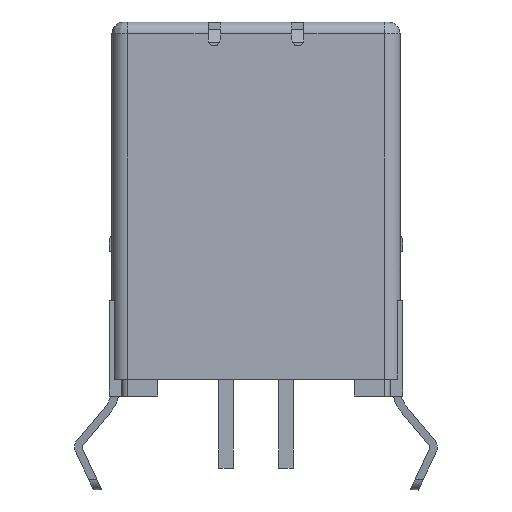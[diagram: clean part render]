
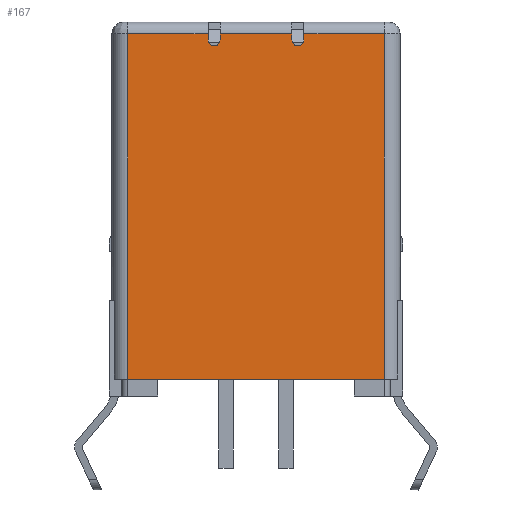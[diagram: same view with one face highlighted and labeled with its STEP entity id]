
A CAD part, front view. The second image highlights one B-rep face of the part: STEP entity #167.
In plain terms, the highlighted planar face has unit normal (0, -1, 0).
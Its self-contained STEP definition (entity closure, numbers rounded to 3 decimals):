
#167=ADVANCED_FACE('',(#794),#795,.T.);
#794=FACE_OUTER_BOUND('',#1819,.T.);
#795=PLANE('',#1820);
#1819=EDGE_LOOP('',(#3791,#3792,#3793,#3794,#3795,#3796,#3797,#3798,#3799,#3800,#3801,#3802,#3803,#3804));
#1820=AXIS2_PLACEMENT_3D('',#3805,#3806,#3807);
#3791=ORIENTED_EDGE('',*,*,#7507,.F.);
#3792=ORIENTED_EDGE('',*,*,#7508,.T.);
#3793=ORIENTED_EDGE('',*,*,#7509,.F.);
#3794=ORIENTED_EDGE('',*,*,#7510,.F.);
#3795=ORIENTED_EDGE('',*,*,#7511,.F.);
#3796=ORIENTED_EDGE('',*,*,#7512,.T.);
#3797=ORIENTED_EDGE('',*,*,#7501,.T.);
#3798=ORIENTED_EDGE('',*,*,#7050,.F.);
#3799=ORIENTED_EDGE('',*,*,#7506,.F.);
#3800=ORIENTED_EDGE('',*,*,#7513,.F.);
#3801=ORIENTED_EDGE('',*,*,#7514,.T.);
#3802=ORIENTED_EDGE('',*,*,#7515,.T.);
#3803=ORIENTED_EDGE('',*,*,#7046,.F.);
#3804=ORIENTED_EDGE('',*,*,#7516,.F.);
#3805=CARTESIAN_POINT('',(-6.013,-5.728,0.0));
#3806=DIRECTION('',(0.0,-1.0,0.0));
#3807=DIRECTION('',(0.0,0.0,-1.0));
#7046=EDGE_CURVE('',#8503,#8506,#8507,.T.);
#7050=EDGE_CURVE('',#8511,#8514,#8515,.T.);
#7501=EDGE_CURVE('',#9302,#8514,#9303,.T.);
#7506=EDGE_CURVE('',#9308,#8511,#9310,.T.);
#7507=EDGE_CURVE('',#9311,#9312,#9313,.T.);
#7508=EDGE_CURVE('',#9311,#9314,#9315,.T.);
#7509=EDGE_CURVE('',#9316,#9314,#9317,.T.);
#7510=EDGE_CURVE('',#9318,#9316,#9319,.T.);
#7511=EDGE_CURVE('',#9320,#9318,#9321,.T.);
#7512=EDGE_CURVE('',#9320,#9302,#9322,.T.);
#7513=EDGE_CURVE('',#9323,#9308,#9324,.T.);
#7514=EDGE_CURVE('',#9323,#9325,#9326,.T.);
#7515=EDGE_CURVE('',#9325,#8506,#9327,.T.);
#7516=EDGE_CURVE('',#9312,#8503,#9328,.T.);
#8503=VERTEX_POINT('',#10909);
#8506=VERTEX_POINT('',#10913);
#8507=CIRCLE('',#10914,0.25);
#8511=VERTEX_POINT('',#10919);
#8514=VERTEX_POINT('',#10923);
#8515=CIRCLE('',#10924,0.25);
#9302=VERTEX_POINT('',#12092);
#9303=LINE('',#12093,#12094);
#9308=VERTEX_POINT('',#12100);
#9310=CIRCLE('',#12103,0.25);
#9311=VERTEX_POINT('',#12104);
#9312=VERTEX_POINT('',#12105);
#9313=LINE('',#12106,#12107);
#9314=VERTEX_POINT('',#12108);
#9315=LINE('',#12109,#12110);
#9316=VERTEX_POINT('',#12111);
#9317=LINE('',#12112,#12113);
#9318=VERTEX_POINT('',#12114);
#9319=LINE('',#12115,#12116);
#9320=VERTEX_POINT('',#12117);
#9321=LINE('',#12118,#12119);
#9322=LINE('',#12120,#12121);
#9323=VERTEX_POINT('',#12122);
#9324=LINE('',#12123,#12124);
#9325=VERTEX_POINT('',#12125);
#9326=LINE('',#12126,#12127);
#9327=LINE('',#12128,#12129);
#9328=CIRCLE('',#12130,0.25);
#10909=CARTESIAN_POINT('',(-1.75,-5.728,-0.682));
#10913=CARTESIAN_POINT('',(-1.5,-5.728,-0.432));
#10914=AXIS2_PLACEMENT_3D('',#14622,#14623,#14624);
#10919=CARTESIAN_POINT('',(1.75,-5.728,-0.682));
#10923=CARTESIAN_POINT('',(2.0,-5.728,-0.432));
#10924=AXIS2_PLACEMENT_3D('',#14630,#14631,#14632);
#12092=CARTESIAN_POINT('',(2.0,-5.728,-0.182));
#12093=CARTESIAN_POINT('',(2.0,-5.728,-0.182));
#12094=VECTOR('',#15231,0.25);
#12100=CARTESIAN_POINT('',(1.5,-5.728,-0.432));
#12103=AXIS2_PLACEMENT_3D('',#15240,#15241,#15242);
#12104=CARTESIAN_POINT('',(-2.0,-5.728,-0.182));
#12105=CARTESIAN_POINT('',(-2.0,-5.728,-0.432));
#12106=CARTESIAN_POINT('',(-2.0,-5.728,-0.182));
#12107=VECTOR('',#15243,0.25);
#12108=CARTESIAN_POINT('',(-5.365,-5.728,-0.182));
#12109=CARTESIAN_POINT('',(-2.0,-5.728,-0.182));
#12110=VECTOR('',#15244,3.365);
#12111=CARTESIAN_POINT('',(-5.365,-5.728,-14.59));
#12112=CARTESIAN_POINT('',(-5.365,-5.728,-14.59));
#12113=VECTOR('',#15245,14.408);
#12114=CARTESIAN_POINT('',(5.365,-5.728,-14.59));
#12115=CARTESIAN_POINT('',(5.365,-5.728,-14.59));
#12116=VECTOR('',#15246,10.73);
#12117=CARTESIAN_POINT('',(5.365,-5.728,-0.182));
#12118=CARTESIAN_POINT('',(5.365,-5.728,-0.182));
#12119=VECTOR('',#15247,14.408);
#12120=CARTESIAN_POINT('',(5.365,-5.728,-0.182));
#12121=VECTOR('',#15248,3.365);
#12122=CARTESIAN_POINT('',(1.5,-5.728,-0.182));
#12123=CARTESIAN_POINT('',(1.5,-5.728,-0.182));
#12124=VECTOR('',#15249,0.25);
#12125=CARTESIAN_POINT('',(-1.5,-5.728,-0.182));
#12126=CARTESIAN_POINT('',(1.5,-5.728,-0.182));
#12127=VECTOR('',#15250,3.0);
#12128=CARTESIAN_POINT('',(-1.5,-5.728,-0.182));
#12129=VECTOR('',#15251,0.25);
#12130=AXIS2_PLACEMENT_3D('',#15252,#15253,#15254);
#14622=CARTESIAN_POINT('',(-1.75,-5.728,-0.432));
#14623=DIRECTION('',(0.0,-1.0,0.0));
#14624=DIRECTION('',(-1.0,0.0,0.0));
#14630=CARTESIAN_POINT('',(1.75,-5.728,-0.432));
#14631=DIRECTION('',(0.0,-1.0,0.0));
#14632=DIRECTION('',(-1.0,0.0,0.0));
#15231=DIRECTION('',(0.0,0.0,-1.0));
#15240=CARTESIAN_POINT('',(1.75,-5.728,-0.432));
#15241=DIRECTION('',(0.0,-1.0,0.0));
#15242=DIRECTION('',(-1.0,0.0,0.0));
#15243=DIRECTION('',(0.0,0.0,-1.0));
#15244=DIRECTION('',(-1.0,0.0,0.0));
#15245=DIRECTION('',(0.,0.0,1.0));
#15246=DIRECTION('',(-1.0,0.0,0.0));
#15247=DIRECTION('',(0.,0.0,-1.0));
#15248=DIRECTION('',(-1.0,0.0,0.0));
#15249=DIRECTION('',(0.0,0.0,-1.0));
#15250=DIRECTION('',(-1.0,0.0,0.0));
#15251=DIRECTION('',(0.0,0.0,-1.0));
#15252=CARTESIAN_POINT('',(-1.75,-5.728,-0.432));
#15253=DIRECTION('',(0.0,-1.0,0.0));
#15254=DIRECTION('',(-1.0,0.0,0.0));
